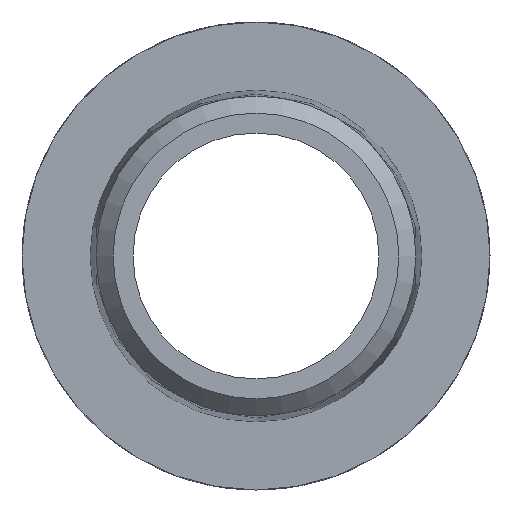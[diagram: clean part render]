
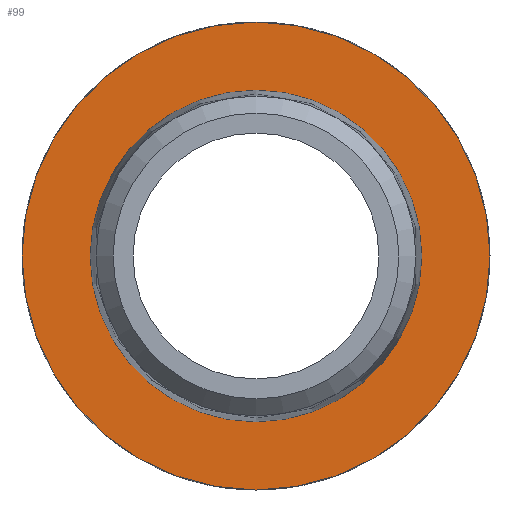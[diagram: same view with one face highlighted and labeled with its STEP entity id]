
A CAD part, left-side view. The second image highlights one B-rep face of the part: STEP entity #99.
In plain terms, the highlighted planar face has unit normal (-1, 0, 0).
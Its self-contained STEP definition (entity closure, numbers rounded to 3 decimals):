
#99 = ADVANCED_FACE( '', ( #193, #194 ), #195, .F. );
#193 = FACE_OUTER_BOUND( '', #321, .T. );
#194 = FACE_BOUND( '', #322, .T. );
#195 = PLANE( '', #323 );
#321 = EDGE_LOOP( '', ( #574 ) );
#322 = EDGE_LOOP( '', ( #575 ) );
#323 = AXIS2_PLACEMENT_3D( '', #576, #577, #578 );
#574 = ORIENTED_EDGE( '', *, *, #785, .F. );
#575 = ORIENTED_EDGE( '', *, *, #815, .T. );
#576 = CARTESIAN_POINT( '', ( 13., 0., 0. ) );
#577 = DIRECTION( '', ( 1., 0., 0. ) );
#578 = DIRECTION( '', ( 0., 0., -1. ) );
#785 = EDGE_CURVE( '', #930, #930, #931, .T. );
#815 = EDGE_CURVE( '', #971, #971, #972, .T. );
#930 = VERTEX_POINT( '', #1172 );
#931 = CIRCLE( '', #1173, 14.75 );
#971 = VERTEX_POINT( '', #1261 );
#972 = CIRCLE( '', #1262, 10.454 );
#1172 = CARTESIAN_POINT( '', ( 13., 0., -14.75 ) );
#1173 = AXIS2_PLACEMENT_3D( '', #1385, #1386, #1387 );
#1261 = CARTESIAN_POINT( '', ( 13., 0., -10.454 ) );
#1262 = AXIS2_PLACEMENT_3D( '', #1418, #1419, #1420 );
#1385 = CARTESIAN_POINT( '', ( 13., 0., 0. ) );
#1386 = DIRECTION( '', ( 1., 0., 0. ) );
#1387 = DIRECTION( '', ( 0., 0., -1. ) );
#1418 = CARTESIAN_POINT( '', ( 13., 0., 0. ) );
#1419 = DIRECTION( '', ( 1., 0., 0. ) );
#1420 = DIRECTION( '', ( 0., 0., -1. ) );
